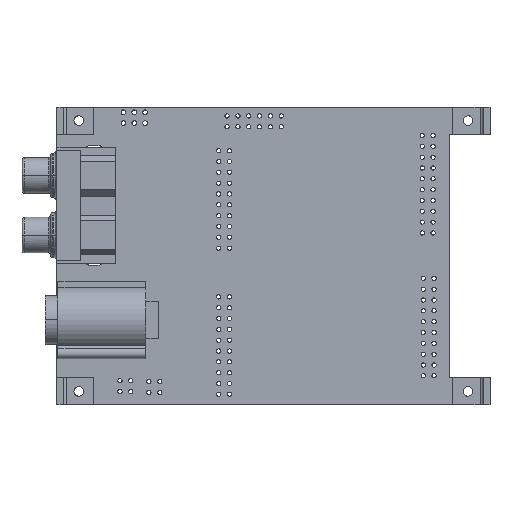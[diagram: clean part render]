
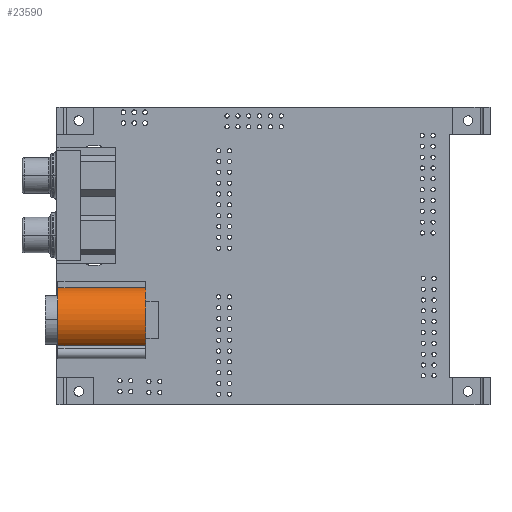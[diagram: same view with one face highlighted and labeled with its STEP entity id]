
A CAD part, top view. The second image highlights one B-rep face of the part: STEP entity #23590.
In plain terms, the highlighted free-form (B-spline) face has degree [2, 1] with [3, 2] control points.
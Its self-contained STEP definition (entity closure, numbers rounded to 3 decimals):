
#22538 = B_SPLINE_SURFACE_WITH_KNOTS('',1,1,(
    (#22539,#22540)
    ,(#22541,#22542
    )),.UNSPECIFIED.,.F.,.F.,.F.,(2,2),(2,2),(-9.1,9.1),(0.22,15.67),
  .PIECEWISE_BEZIER_KNOTS.);
#22539 = CARTESIAN_POINT('',(-9.1,0.22,0.));
#22540 = CARTESIAN_POINT('',(-9.1,15.67,0.));
#22541 = CARTESIAN_POINT('',(9.1,0.22,0.));
#22542 = CARTESIAN_POINT('',(9.1,15.67,0.));
#22623 = VERTEX_POINT('',#22624);
#22624 = CARTESIAN_POINT('',(6.035,12.644,0.));
#22636 = B_SPLINE_SURFACE_WITH_KNOTS('',1,1,(
    (#22637,#22638)
    ,(#22639,#22640
    )),.UNSPECIFIED.,.F.,.F.,.F.,(2,2),(2,2),(0.,1.197),(-20.61
    ,0.),.PIECEWISE_BEZIER_KNOTS.);
#22637 = CARTESIAN_POINT('',(6.806,13.558,-20.61));
#22638 = CARTESIAN_POINT('',(6.806,13.558,0.));
#22639 = CARTESIAN_POINT('',(6.035,12.644,-20.61));
#22640 = CARTESIAN_POINT('',(6.035,12.644,0.));
#22647 = EDGE_CURVE('',#22623,#22648,#22650,.T.);
#22648 = VERTEX_POINT('',#22649);
#22649 = CARTESIAN_POINT('',(-7.53,8.14,0.));
#22650 = SURFACE_CURVE('',#22651,(#22655,#22662),.PCURVE_S1.);
#22651 = ( BOUNDED_CURVE() B_SPLINE_CURVE(2,(#22652,#22653,#22654),
.UNSPECIFIED.,.F.,.F.) B_SPLINE_CURVE_WITH_KNOTS((3,3),(0.,
2.5),.PIECEWISE_BEZIER_KNOTS.) CURVE() 
GEOMETRIC_REPRESENTATION_ITEM() RATIONAL_B_SPLINE_CURVE((1.,
0.315,1.)) REPRESENTATION_ITEM('') );
#22652 = CARTESIAN_POINT('',(6.035,12.644,0.));
#22653 = CARTESIAN_POINT('',(-7.53,30.819,0.));
#22654 = CARTESIAN_POINT('',(-7.53,8.14,0.));
#22655 = PCURVE('',#22538,#22656);
#22656 = DEFINITIONAL_REPRESENTATION('',(#22657),#22661);
#22657 = ( BOUNDED_CURVE() B_SPLINE_CURVE(2,(#22658,#22659,#22660),
.UNSPECIFIED.,.F.,.F.) B_SPLINE_CURVE_WITH_KNOTS((3,3),(0.,
2.5),.PIECEWISE_BEZIER_KNOTS.) CURVE() 
GEOMETRIC_REPRESENTATION_ITEM() RATIONAL_B_SPLINE_CURVE((1.,
0.315,1.)) REPRESENTATION_ITEM('') );
#22658 = CARTESIAN_POINT('',(6.035,12.644));
#22659 = CARTESIAN_POINT('',(-7.53,30.819));
#22660 = CARTESIAN_POINT('',(-7.53,8.14));
#22661 = ( GEOMETRIC_REPRESENTATION_CONTEXT(2) 
PARAMETRIC_REPRESENTATION_CONTEXT() REPRESENTATION_CONTEXT('2D SPACE',''
  ) );
#22662 = PCURVE('',#22663,#22670);
#22663 = ( BOUNDED_SURFACE() B_SPLINE_SURFACE(2,1,(
    (#22664,#22665)
    ,(#22666,#22667)
    ,(#22668,#22669
)),.UNSPECIFIED.,.F.,.F.,.F.) B_SPLINE_SURFACE_WITH_KNOTS((3,3),(2,2),(
    0.641,3.142),(-20.61,0.),.PIECEWISE_BEZIER_KNOTS.) 
GEOMETRIC_REPRESENTATION_ITEM() RATIONAL_B_SPLINE_SURFACE((
    (1.,1.)
    ,(0.315,0.315)
,(1.,1.))) REPRESENTATION_ITEM('') SURFACE() );
#22664 = CARTESIAN_POINT('',(6.035,12.644,-20.61));
#22665 = CARTESIAN_POINT('',(6.035,12.644,0.));
#22666 = CARTESIAN_POINT('',(-7.53,30.819,-20.61));
#22667 = CARTESIAN_POINT('',(-7.53,30.819,0.));
#22668 = CARTESIAN_POINT('',(-7.53,8.14,-20.61));
#22669 = CARTESIAN_POINT('',(-7.53,8.14,0.));
#22670 = DEFINITIONAL_REPRESENTATION('',(#22671),#22675);
#22671 = B_SPLINE_CURVE_WITH_KNOTS('',2,(#22672,#22673,#22674),
  .UNSPECIFIED.,.F.,.F.,(3,3),(0.,2.5),
  .PIECEWISE_BEZIER_KNOTS.);
#22672 = CARTESIAN_POINT('',(0.641,0.));
#22673 = CARTESIAN_POINT('',(1.891,0.));
#22674 = CARTESIAN_POINT('',(3.142,0.));
#22675 = ( GEOMETRIC_REPRESENTATION_CONTEXT(2) 
PARAMETRIC_REPRESENTATION_CONTEXT() REPRESENTATION_CONTEXT('2D SPACE',''
  ) );
#22691 = B_SPLINE_SURFACE_WITH_KNOTS('',1,1,(
    (#22692,#22693)
    ,(#22694,#22695
    )),.UNSPECIFIED.,.F.,.F.,.F.,(2,2),(2,2),(0.,1.57),(-20.61,0.),
  .PIECEWISE_BEZIER_KNOTS.);
#22692 = CARTESIAN_POINT('',(-7.53,8.14,-20.61));
#22693 = CARTESIAN_POINT('',(-7.53,8.14,0.));
#22694 = CARTESIAN_POINT('',(-9.1,8.14,-20.61));
#22695 = CARTESIAN_POINT('',(-9.1,8.14,0.));
#23380 = B_SPLINE_SURFACE_WITH_KNOTS('',1,1,(
    (#23381,#23382)
    ,(#23383,#23384
    )),.UNSPECIFIED.,.F.,.F.,.F.,(2,2),(2,2),(-9.1,9.1),(0.22,15.67),
  .PIECEWISE_BEZIER_KNOTS.);
#23381 = CARTESIAN_POINT('',(-9.1,0.22,-20.61));
#23382 = CARTESIAN_POINT('',(-9.1,15.67,-20.61));
#23383 = CARTESIAN_POINT('',(9.1,0.22,-20.61));
#23384 = CARTESIAN_POINT('',(9.1,15.67,-20.61));
#23552 = VERTEX_POINT('',#23553);
#23553 = CARTESIAN_POINT('',(6.035,12.644,-20.61));
#23571 = EDGE_CURVE('',#22623,#23552,#23572,.T.);
#23572 = SURFACE_CURVE('',#23573,(#23576,#23582),.PCURVE_S1.);
#23573 = B_SPLINE_CURVE_WITH_KNOTS('',1,(#23574,#23575),.UNSPECIFIED.,
  .F.,.F.,(2,2),(0.,20.61),.PIECEWISE_BEZIER_KNOTS.);
#23574 = CARTESIAN_POINT('',(6.035,12.644,0.));
#23575 = CARTESIAN_POINT('',(6.035,12.644,-20.61));
#23576 = PCURVE('',#22636,#23577);
#23577 = DEFINITIONAL_REPRESENTATION('',(#23578),#23581);
#23578 = B_SPLINE_CURVE_WITH_KNOTS('',1,(#23579,#23580),.UNSPECIFIED.,
  .F.,.F.,(2,2),(0.,20.61),.PIECEWISE_BEZIER_KNOTS.);
#23579 = CARTESIAN_POINT('',(1.197,0.));
#23580 = CARTESIAN_POINT('',(1.197,-20.61));
#23581 = ( GEOMETRIC_REPRESENTATION_CONTEXT(2) 
PARAMETRIC_REPRESENTATION_CONTEXT() REPRESENTATION_CONTEXT('2D SPACE',''
  ) );
#23582 = PCURVE('',#22663,#23583);
#23583 = DEFINITIONAL_REPRESENTATION('',(#23584),#23588);
#23584 = B_SPLINE_CURVE_WITH_KNOTS('',2,(#23585,#23586,#23587),
  .UNSPECIFIED.,.F.,.F.,(3,3),(0.,20.61),.PIECEWISE_BEZIER_KNOTS.);
#23585 = CARTESIAN_POINT('',(0.641,0.));
#23586 = CARTESIAN_POINT('',(0.641,-10.305));
#23587 = CARTESIAN_POINT('',(0.641,-20.61));
#23588 = ( GEOMETRIC_REPRESENTATION_CONTEXT(2) 
PARAMETRIC_REPRESENTATION_CONTEXT() REPRESENTATION_CONTEXT('2D SPACE',''
  ) );
#23590 = ADVANCED_FACE('',(#23591),#22663,.T.);
#23591 = FACE_BOUND('',#23592,.T.);
#23592 = EDGE_LOOP('',(#23593,#23594,#23617,#23636));
#23593 = ORIENTED_EDGE('',*,*,#23571,.T.);
#23594 = ORIENTED_EDGE('',*,*,#23595,.T.);
#23595 = EDGE_CURVE('',#23552,#23596,#23598,.T.);
#23596 = VERTEX_POINT('',#23597);
#23597 = CARTESIAN_POINT('',(-7.53,8.14,-20.61));
#23598 = SURFACE_CURVE('',#23599,(#23603,#23610),.PCURVE_S1.);
#23599 = ( BOUNDED_CURVE() B_SPLINE_CURVE(2,(#23600,#23601,#23602),
.UNSPECIFIED.,.F.,.F.) B_SPLINE_CURVE_WITH_KNOTS((3,3),(0.,
2.5),.PIECEWISE_BEZIER_KNOTS.) CURVE() 
GEOMETRIC_REPRESENTATION_ITEM() RATIONAL_B_SPLINE_CURVE((1.,
0.315,1.)) REPRESENTATION_ITEM('') );
#23600 = CARTESIAN_POINT('',(6.035,12.644,-20.61));
#23601 = CARTESIAN_POINT('',(-7.53,30.819,-20.61));
#23602 = CARTESIAN_POINT('',(-7.53,8.14,-20.61));
#23603 = PCURVE('',#22663,#23604);
#23604 = DEFINITIONAL_REPRESENTATION('',(#23605),#23609);
#23605 = B_SPLINE_CURVE_WITH_KNOTS('',2,(#23606,#23607,#23608),
  .UNSPECIFIED.,.F.,.F.,(3,3),(0.,2.5),
  .PIECEWISE_BEZIER_KNOTS.);
#23606 = CARTESIAN_POINT('',(0.641,-20.61));
#23607 = CARTESIAN_POINT('',(1.891,-20.61));
#23608 = CARTESIAN_POINT('',(3.142,-20.61));
#23609 = ( GEOMETRIC_REPRESENTATION_CONTEXT(2) 
PARAMETRIC_REPRESENTATION_CONTEXT() REPRESENTATION_CONTEXT('2D SPACE',''
  ) );
#23610 = PCURVE('',#23380,#23611);
#23611 = DEFINITIONAL_REPRESENTATION('',(#23612),#23616);
#23612 = ( BOUNDED_CURVE() B_SPLINE_CURVE(2,(#23613,#23614,#23615),
.UNSPECIFIED.,.F.,.F.) B_SPLINE_CURVE_WITH_KNOTS((3,3),(0.,
2.5),.PIECEWISE_BEZIER_KNOTS.) CURVE() 
GEOMETRIC_REPRESENTATION_ITEM() RATIONAL_B_SPLINE_CURVE((1.,
0.315,1.)) REPRESENTATION_ITEM('') );
#23613 = CARTESIAN_POINT('',(6.035,12.644));
#23614 = CARTESIAN_POINT('',(-7.53,30.819));
#23615 = CARTESIAN_POINT('',(-7.53,8.14));
#23616 = ( GEOMETRIC_REPRESENTATION_CONTEXT(2) 
PARAMETRIC_REPRESENTATION_CONTEXT() REPRESENTATION_CONTEXT('2D SPACE',''
  ) );
#23617 = ORIENTED_EDGE('',*,*,#23618,.F.);
#23618 = EDGE_CURVE('',#22648,#23596,#23619,.T.);
#23619 = SURFACE_CURVE('',#23620,(#23623,#23630),.PCURVE_S1.);
#23620 = B_SPLINE_CURVE_WITH_KNOTS('',1,(#23621,#23622),.UNSPECIFIED.,
  .F.,.F.,(2,2),(0.,20.61),.PIECEWISE_BEZIER_KNOTS.);
#23621 = CARTESIAN_POINT('',(-7.53,8.14,0.));
#23622 = CARTESIAN_POINT('',(-7.53,8.14,-20.61));
#23623 = PCURVE('',#22663,#23624);
#23624 = DEFINITIONAL_REPRESENTATION('',(#23625),#23629);
#23625 = B_SPLINE_CURVE_WITH_KNOTS('',2,(#23626,#23627,#23628),
  .UNSPECIFIED.,.F.,.F.,(3,3),(0.,20.61),.PIECEWISE_BEZIER_KNOTS.);
#23626 = CARTESIAN_POINT('',(3.142,0.));
#23627 = CARTESIAN_POINT('',(3.142,-10.305));
#23628 = CARTESIAN_POINT('',(3.142,-20.61));
#23629 = ( GEOMETRIC_REPRESENTATION_CONTEXT(2) 
PARAMETRIC_REPRESENTATION_CONTEXT() REPRESENTATION_CONTEXT('2D SPACE',''
  ) );
#23630 = PCURVE('',#22691,#23631);
#23631 = DEFINITIONAL_REPRESENTATION('',(#23632),#23635);
#23632 = B_SPLINE_CURVE_WITH_KNOTS('',1,(#23633,#23634),.UNSPECIFIED.,
  .F.,.F.,(2,2),(0.,20.61),.PIECEWISE_BEZIER_KNOTS.);
#23633 = CARTESIAN_POINT('',(0.,0.));
#23634 = CARTESIAN_POINT('',(0.,-20.61));
#23635 = ( GEOMETRIC_REPRESENTATION_CONTEXT(2) 
PARAMETRIC_REPRESENTATION_CONTEXT() REPRESENTATION_CONTEXT('2D SPACE',''
  ) );
#23636 = ORIENTED_EDGE('',*,*,#22647,.F.);
